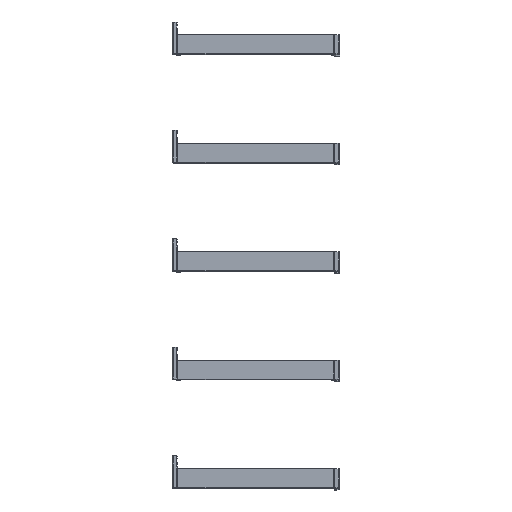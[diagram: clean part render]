
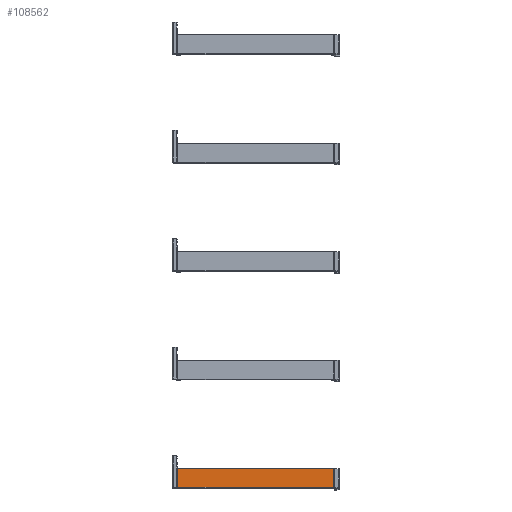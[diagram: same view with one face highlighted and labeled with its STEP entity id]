
A CAD part, left-side view. The second image highlights one B-rep face of the part: STEP entity #108562.
In plain terms, the highlighted planar face has unit normal (-1, 0, 0).
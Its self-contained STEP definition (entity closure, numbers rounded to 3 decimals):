
#1870=PLANE('',#115659);
#6117=FACE_OUTER_BOUND('',#12499,.T.);
#12499=EDGE_LOOP('',(#78626,#78627,#78628,#78629,#78630,#78631));
#19515=LINE('',#160922,#31245);
#19519=LINE('',#160932,#31249);
#20630=LINE('',#165983,#32360);
#20631=LINE('',#165986,#32361);
#31245=VECTOR('',#127581,10.);
#31249=VECTOR('',#127591,10.);
#32360=VECTOR('',#129972,10.);
#32361=VECTOR('',#129975,10.);
#42673=CIRCLE('',#115660,2.5);
#42674=CIRCLE('',#115661,2.5);
#47089=VERTEX_POINT('',#160919);
#47090=VERTEX_POINT('',#160921);
#47093=VERTEX_POINT('',#160930);
#48018=VERTEX_POINT('',#165981);
#48019=VERTEX_POINT('',#165982);
#48020=VERTEX_POINT('',#165985);
#58162=EDGE_CURVE('',#47090,#47089,#19515,.T.);
#58168=EDGE_CURVE('',#47093,#47089,#19519,.T.);
#59527=EDGE_CURVE('',#48018,#48019,#20630,.T.);
#59528=EDGE_CURVE('',#47090,#48019,#42673,.T.);
#59529=EDGE_CURVE('',#47093,#48020,#20631,.T.);
#59530=EDGE_CURVE('',#48018,#48020,#42674,.T.);
#78626=ORIENTED_EDGE('',*,*,#59527,.T.);
#78627=ORIENTED_EDGE('',*,*,#59528,.F.);
#78628=ORIENTED_EDGE('',*,*,#58162,.T.);
#78629=ORIENTED_EDGE('',*,*,#58168,.F.);
#78630=ORIENTED_EDGE('',*,*,#59529,.T.);
#78631=ORIENTED_EDGE('',*,*,#59530,.F.);
#108562=ADVANCED_FACE('',(#6117),#1870,.F.);
#115659=AXIS2_PLACEMENT_3D('',#165980,#129970,#129971);
#115660=AXIS2_PLACEMENT_3D('',#165984,#129973,#129974);
#115661=AXIS2_PLACEMENT_3D('',#165987,#129976,#129977);
#127581=DIRECTION('',(0.,0.,-1.));
#127591=DIRECTION('',(0.,1.,0.));
#129970=DIRECTION('center_axis',(1.,0.,0.));
#129971=DIRECTION('ref_axis',(0.,0.,
-1.));
#129972=DIRECTION('',(0.,1.,0.));
#129973=DIRECTION('center_axis',(1.,0.,0.));
#129974=DIRECTION('ref_axis',(0.,0.707,0.707));
#129975=DIRECTION('',(0.,0.,1.));
#129976=DIRECTION('center_axis',(1.,0.,0.));
#129977=DIRECTION('ref_axis',(0.,-0.707,0.707));
#160919=CARTESIAN_POINT('',(-112.5,446.3,4.95));
#160921=CARTESIAN_POINT('',(-112.5,446.3,54.95));
#160922=CARTESIAN_POINT('',(-112.5,446.3,16.125));
#160930=CARTESIAN_POINT('',(-112.5,15.2,4.95));
#160932=CARTESIAN_POINT('',(-112.5,230.75,4.95));
#165980=CARTESIAN_POINT('Origin',(-112.5,230.75,29.8));
#165981=CARTESIAN_POINT('',(-112.5,17.7,57.45));
#165982=CARTESIAN_POINT('',(-112.5,443.8,57.45));
#165983=CARTESIAN_POINT('',(-112.5,0.,57.45));
#165984=CARTESIAN_POINT('Origin',(-112.5,443.8,54.95));
#165985=CARTESIAN_POINT('',(-112.5,15.2,54.95));
#165986=CARTESIAN_POINT('',(-112.5,15.2,16.125));
#165987=CARTESIAN_POINT('Origin',(-112.5,17.7,54.95));
